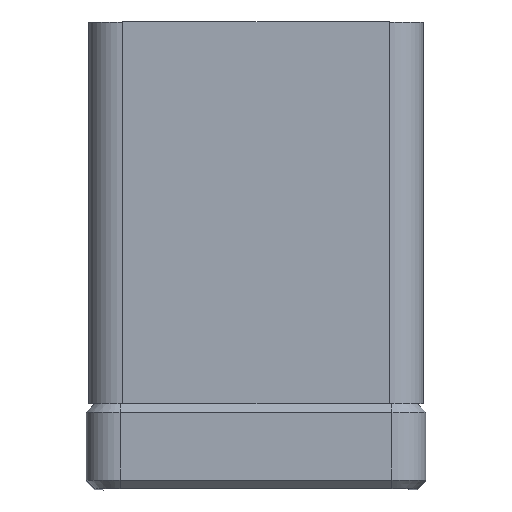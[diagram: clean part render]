
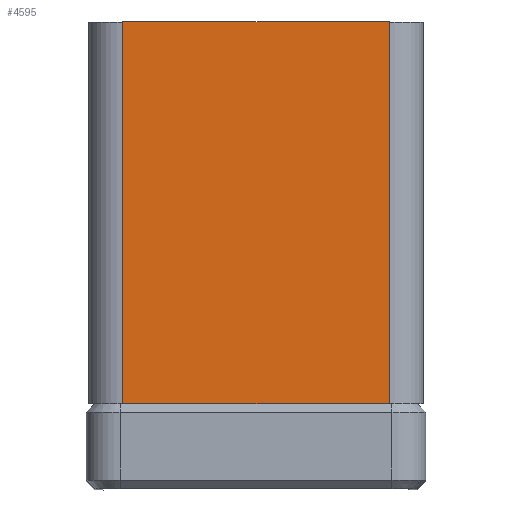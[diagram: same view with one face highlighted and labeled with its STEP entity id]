
A CAD part, top view. The second image highlights one B-rep face of the part: STEP entity #4595.
In plain terms, the highlighted face is planar.
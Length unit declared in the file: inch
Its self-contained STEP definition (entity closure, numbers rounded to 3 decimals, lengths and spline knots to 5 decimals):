
#195 = CARTESIAN_POINT ( 'NONE',  ( -1.12323, 0., -0.78425 ) ) ;
#205 = EDGE_CURVE ( 'NONE', #2021, #4232, #1023, .T. ) ;
#561 = CARTESIAN_POINT ( 'NONE',  ( -1.12323, 0., 0.78425 ) ) ;
#994 = ORIENTED_EDGE ( 'NONE', *, *, #3534, .F. ) ;
#1023 = LINE ( 'NONE', #4871, #3767 ) ;
#1087 = EDGE_CURVE ( 'NONE', #4071, #4232, #3586, .T. ) ;
#1195 = PLANE ( 'NONE',  #3724 ) ;
#1611 = VECTOR ( 'NONE', #4671, 39.37008 ) ;
#1888 = FACE_OUTER_BOUND ( 'NONE', #4078, .T. ) ;
#2021 = VERTEX_POINT ( 'NONE', #195 ) ;
#2553 = DIRECTION ( 'NONE',  ( -1., 0., 0. ) ) ;
#2592 = CARTESIAN_POINT ( 'NONE',  ( -1.12323, 0., 0.78425 ) ) ;
#2771 = DIRECTION ( 'NONE',  ( 0., 0., -1. ) ) ;
#2856 = ORIENTED_EDGE ( 'NONE', *, *, #1087, .F. ) ;
#3200 = VERTEX_POINT ( 'NONE', #561 ) ;
#3278 = CARTESIAN_POINT ( 'NONE',  ( -1.12323, 0., 0.98425 ) ) ;
#3329 = CARTESIAN_POINT ( 'NONE',  ( 0., 0., 0. ) ) ;
#3341 = CARTESIAN_POINT ( 'NONE',  ( 1.12323, 0., 0.78425 ) ) ;
#3403 = CARTESIAN_POINT ( 'NONE',  ( 1.12323, 0., -0.78425 ) ) ;
#3404 = VECTOR ( 'NONE', #5385, 39.37008 ) ;
#3534 = EDGE_CURVE ( 'NONE', #2021, #3200, #6278, .T. ) ;
#3586 = LINE ( 'NONE', #3737, #1611 ) ;
#3724 = AXIS2_PLACEMENT_3D ( 'NONE', #3329, #5008, #2771 ) ;
#3737 = CARTESIAN_POINT ( 'NONE',  ( 1.12323, 0., 0.98425 ) ) ;
#3767 = VECTOR ( 'NONE', #4821, 39.37008 ) ;
#4071 = VERTEX_POINT ( 'NONE', #3341 ) ;
#4078 = EDGE_LOOP ( 'NONE', ( #994, #5398, #2856, #6370 ) ) ;
#4232 = VERTEX_POINT ( 'NONE', #3403 ) ;
#4287 = VECTOR ( 'NONE', #2553, 39.37008 ) ;
#4595 = ADVANCED_FACE ( 'NONE', ( #1888 ), #1195, .T. ) ;
#4671 = DIRECTION ( 'NONE',  ( 0., 0., -1. ) ) ;
#4821 = DIRECTION ( 'NONE',  ( 1., 0., 0. ) ) ;
#4871 = CARTESIAN_POINT ( 'NONE',  ( 1.12323, 0., -0.78425 ) ) ;
#4883 = LINE ( 'NONE', #2592, #4287 ) ;
#5008 = DIRECTION ( 'NONE',  ( 0., -1., 0. ) ) ;
#5293 = EDGE_CURVE ( 'NONE', #4071, #3200, #4883, .T. ) ;
#5385 = DIRECTION ( 'NONE',  ( 0., 0., 1. ) ) ;
#5398 = ORIENTED_EDGE ( 'NONE', *, *, #205, .T. ) ;
#6278 = LINE ( 'NONE', #3278, #3404 ) ;
#6370 = ORIENTED_EDGE ( 'NONE', *, *, #5293, .T. ) ;
